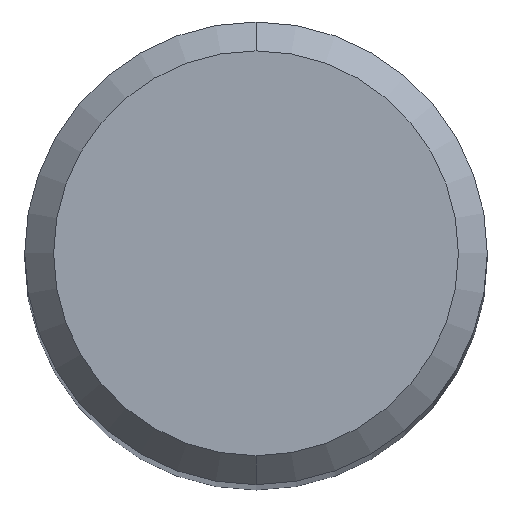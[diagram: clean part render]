
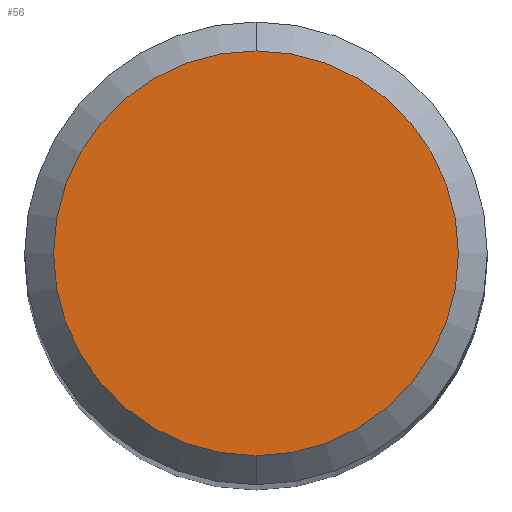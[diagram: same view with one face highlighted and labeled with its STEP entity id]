
A CAD part, top view. The second image highlights one B-rep face of the part: STEP entity #56.
In plain terms, the highlighted planar face has unit normal (0, 0, 1).
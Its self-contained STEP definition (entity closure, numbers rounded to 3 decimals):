
#45=PLANE('',#318);
#56=ADVANCED_FACE('',(#77),#45,.F.);
#77=FACE_OUTER_BOUND('',#90,.T.);
#90=EDGE_LOOP('',(#126,#127));
#126=ORIENTED_EDGE('',*,*,#168,.F.);
#127=ORIENTED_EDGE('',*,*,#166,.F.);
#147=VERTEX_POINT('',#457);
#148=VERTEX_POINT('',#459);
#166=EDGE_CURVE('',#147,#148,#181,.T.);
#168=EDGE_CURVE('',#148,#147,#182,.T.);
#181=CIRCLE('',#314,7.);
#182=CIRCLE('',#316,7.);
#314=AXIS2_PLACEMENT_3D('',#458,#387,#388);
#316=AXIS2_PLACEMENT_3D('',#462,#392,#393);
#318=AXIS2_PLACEMENT_3D('',#464,#396,#397);
#387=DIRECTION('',(0.,0.,-1.));
#388=DIRECTION('',(0.,-1.,0.));
#392=DIRECTION('',(0.,0.,-1.));
#393=DIRECTION('',(0.,1.,0.));
#396=DIRECTION('',(0.,0.,-1.));
#397=DIRECTION('',(0.,1.,0.));
#457=CARTESIAN_POINT('',(0.,-7.,113.));
#458=CARTESIAN_POINT('',(0.,0.,113.));
#459=CARTESIAN_POINT('',(0.,7.,113.));
#462=CARTESIAN_POINT('',(0.,0.,113.));
#464=CARTESIAN_POINT('',(0.,0.,113.));
